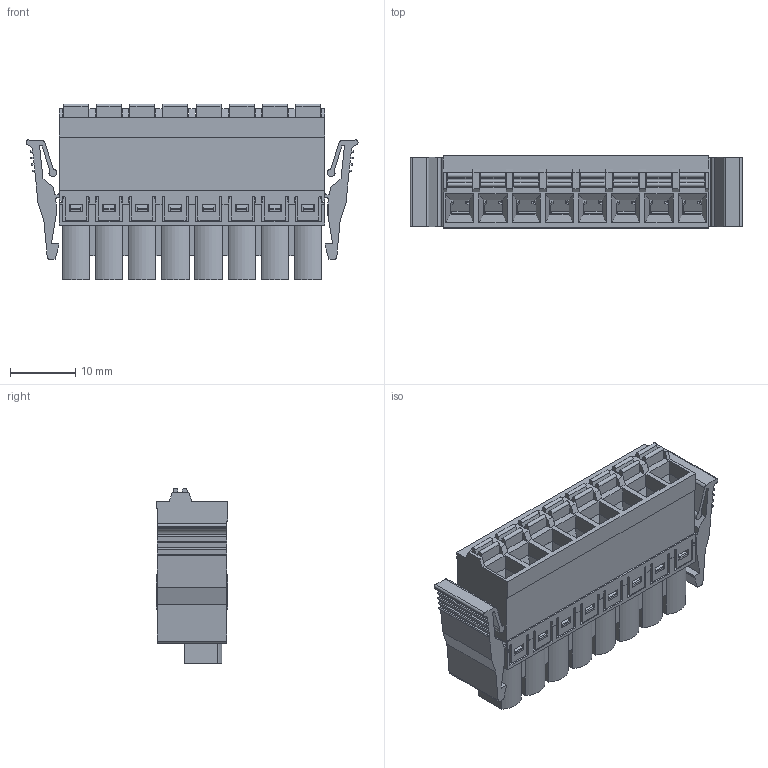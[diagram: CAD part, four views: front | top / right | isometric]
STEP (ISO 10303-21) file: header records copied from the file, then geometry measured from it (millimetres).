
FILE_DESCRIPTION(/* description */ ('Unknown'),/* implementation_level */ '2;1');
FILE_NAME(/* name */ '691304530008',/* time_stamp */ '2021-06-02T17:35:24+02:00',/* author */ ('Unknown'),/* organization */ ('Unknown'),/* preprocessor_version */ 'ST-DEVELOPER v16.7',/* originating_system */ 'Solid Edge',/* authorisation */ 'Unknown');
FILE_SCHEMA (('AUTOMOTIVE_DESIGN {1 0 10303 214 3 1 1}'));
Length unit declared in the file: millimetre
Products named in the file (6): 6913045300xx; 691304530008; 691304530008_Bas; 6913045300xx_Levier; 6913045300xx_Lamelle; 6913045300xx_Pin
Assembly tree (26 placements, depth 2):
  6913045300xx
    691304530008
    691304530008_Bas
    6913045300xx_Levier  x8
    6913045300xx_Lamelle  x8
    6913045300xx_Pin  x8
Bounding box: 50.8 x 11 x 26.91 mm (x, y, z)
Volume: 5694.4 mm3; surface area: 17192.3 mm2
Topology: 26 solids, 26 shells, 3172 faces, 8849 edges, 5752 vertices
Faces by surface type: plane 2376, cylinder 764, bspline 24, cone 8
Full cylindrical faces by diameter (mm): 1.5 x8, 3 x8
Entity records: 54139 total; most frequent: CARTESIAN_POINT 9708, ORIENTED_EDGE 9484, DIRECTION 8611, EDGE_CURVE 4742, LINE 4297, VECTOR 4297, VERTEX_POINT 3097, AXIS2_PLACEMENT_3D 2157
